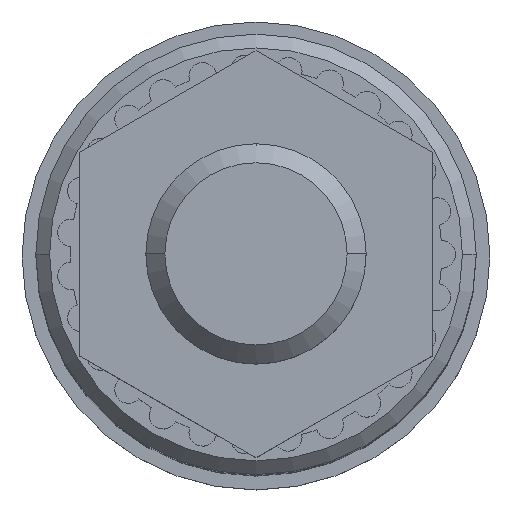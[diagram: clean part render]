
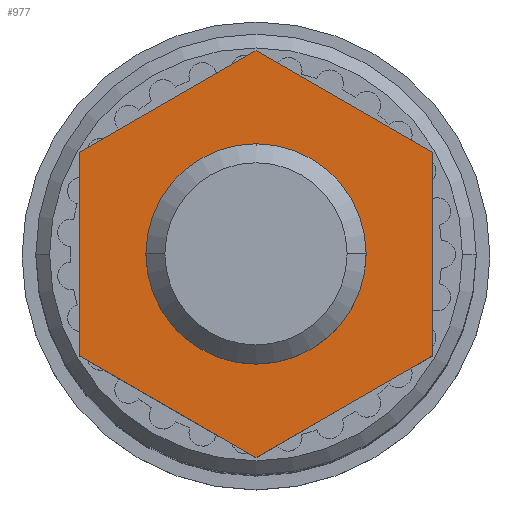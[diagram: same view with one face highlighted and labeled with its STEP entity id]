
A CAD part, top view. The second image highlights one B-rep face of the part: STEP entity #977.
In plain terms, the highlighted face is planar.
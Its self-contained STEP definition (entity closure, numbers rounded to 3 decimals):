
#185 = DIRECTION ( 'NONE',  ( 1., 0., 0. ) ) ;
#230 = VERTEX_POINT ( 'NONE', #733 ) ;
#246 = CARTESIAN_POINT ( 'NONE',  ( -7.39, 6., 0. ) ) ;
#439 = DIRECTION ( 'NONE',  ( 0., 0., 1. ) ) ;
#545 = ORIENTED_EDGE ( 'NONE', *, *, #2872, .F. ) ;
#733 = CARTESIAN_POINT ( 'NONE',  ( -3.695, 6., -6.4 ) ) ;
#962 = ORIENTED_EDGE ( 'NONE', *, *, #4201, .T. ) ;
#977 = ADVANCED_FACE ( 'NONE', ( #4212, #4012 ), #7562, .T. ) ;
#1071 = LINE ( 'NONE', #5460, #4955 ) ;
#1166 = CARTESIAN_POINT ( 'NONE',  ( 0., 6., 0. ) ) ;
#1184 = CARTESIAN_POINT ( 'NONE',  ( 0., 6., 0. ) ) ;
#1228 = LINE ( 'NONE', #4325, #5340 ) ;
#1451 = VECTOR ( 'NONE', #4073, 1000. ) ;
#1549 = DIRECTION ( 'NONE',  ( -0.5, 0., -0.866 ) ) ;
#1681 = VECTOR ( 'NONE', #185, 1000. ) ;
#2058 = LINE ( 'NONE', #3412, #1451 ) ;
#2342 = LINE ( 'NONE', #8141, #8197 ) ;
#2469 = CIRCLE ( 'NONE', #4957, 4. ) ;
#2560 = VERTEX_POINT ( 'NONE', #3192 ) ;
#2659 = ORIENTED_EDGE ( 'NONE', *, *, #7472, .T. ) ;
#2733 = VERTEX_POINT ( 'NONE', #246 ) ;
#2735 = CARTESIAN_POINT ( 'NONE',  ( 7.39, 6., 0. ) ) ;
#2872 = EDGE_CURVE ( 'NONE', #6317, #2560, #3862, .T. ) ;
#3117 = CARTESIAN_POINT ( 'NONE',  ( 0., 6., 4. ) ) ;
#3133 = DIRECTION ( 'NONE',  ( 0., 0., 1. ) ) ;
#3192 = CARTESIAN_POINT ( 'NONE',  ( 0., 6., -4. ) ) ;
#3202 = ORIENTED_EDGE ( 'NONE', *, *, #7148, .T. ) ;
#3412 = CARTESIAN_POINT ( 'NONE',  ( 3.695, 6., 6.4 ) ) ;
#3489 = VERTEX_POINT ( 'NONE', #8495 ) ;
#3862 = CIRCLE ( 'NONE', #6173, 4. ) ;
#3888 = ORIENTED_EDGE ( 'NONE', *, *, #8437, .T. ) ;
#4012 = FACE_BOUND ( 'NONE', #5859, .T. ) ;
#4073 = DIRECTION ( 'NONE',  ( 0.5, 0., -0.866 ) ) ;
#4099 = LINE ( 'NONE', #6952, #4602 ) ;
#4181 = DIRECTION ( 'NONE',  ( 0.5, 0., 0.866 ) ) ;
#4201 = EDGE_CURVE ( 'NONE', #6956, #3489, #4458, .T. ) ;
#4212 = FACE_OUTER_BOUND ( 'NONE', #8434, .T. ) ;
#4222 = EDGE_CURVE ( 'NONE', #7367, #5588, #1071, .T. ) ;
#4325 = CARTESIAN_POINT ( 'NONE',  ( -7.39, 6., 0. ) ) ;
#4456 = CARTESIAN_POINT ( 'NONE',  ( 3.695, 6., -6.4 ) ) ;
#4458 = LINE ( 'NONE', #7513, #1681 ) ;
#4488 = DIRECTION ( 'NONE',  ( 0., 1., 0. ) ) ;
#4602 = VECTOR ( 'NONE', #8334, 1000. ) ;
#4623 = AXIS2_PLACEMENT_3D ( 'NONE', #7627, #7138, #7804 ) ;
#4955 = VECTOR ( 'NONE', #1549, 1000. ) ;
#4957 = AXIS2_PLACEMENT_3D ( 'NONE', #1184, #4488, #3133 ) ;
#5340 = VECTOR ( 'NONE', #4181, 1000. ) ;
#5460 = CARTESIAN_POINT ( 'NONE',  ( 7.39, 6., 0. ) ) ;
#5588 = VERTEX_POINT ( 'NONE', #4456 ) ;
#5589 = EDGE_CURVE ( 'NONE', #2560, #6317, #2469, .T. ) ;
#5859 = EDGE_LOOP ( 'NONE', ( #8048, #545 ) ) ;
#6173 = AXIS2_PLACEMENT_3D ( 'NONE', #1166, #8390, #439 ) ;
#6185 = DIRECTION ( 'NONE',  ( -0.5, 0., 0.866 ) ) ;
#6317 = VERTEX_POINT ( 'NONE', #3117 ) ;
#6489 = ORIENTED_EDGE ( 'NONE', *, *, #7114, .T. ) ;
#6952 = CARTESIAN_POINT ( 'NONE',  ( 3.695, 6., -6.4 ) ) ;
#6956 = VERTEX_POINT ( 'NONE', #7146 ) ;
#7114 = EDGE_CURVE ( 'NONE', #230, #2733, #2342, .T. ) ;
#7138 = DIRECTION ( 'NONE',  ( 0., 1., 0. ) ) ;
#7146 = CARTESIAN_POINT ( 'NONE',  ( -3.695, 6., 6.4 ) ) ;
#7148 = EDGE_CURVE ( 'NONE', #3489, #7367, #2058, .T. ) ;
#7253 = ORIENTED_EDGE ( 'NONE', *, *, #4222, .T. ) ;
#7367 = VERTEX_POINT ( 'NONE', #2735 ) ;
#7472 = EDGE_CURVE ( 'NONE', #2733, #6956, #1228, .T. ) ;
#7513 = CARTESIAN_POINT ( 'NONE',  ( -3.695, 6., 6.4 ) ) ;
#7562 = PLANE ( 'NONE',  #4623 ) ;
#7627 = CARTESIAN_POINT ( 'NONE',  ( 7.39, 6., 0. ) ) ;
#7804 = DIRECTION ( 'NONE',  ( 0., 0., 1. ) ) ;
#8048 = ORIENTED_EDGE ( 'NONE', *, *, #5589, .F. ) ;
#8141 = CARTESIAN_POINT ( 'NONE',  ( -3.695, 6., -6.4 ) ) ;
#8197 = VECTOR ( 'NONE', #6185, 1000. ) ;
#8334 = DIRECTION ( 'NONE',  ( -1., 0., 0. ) ) ;
#8390 = DIRECTION ( 'NONE',  ( 0., 1., 0. ) ) ;
#8434 = EDGE_LOOP ( 'NONE', ( #3202, #7253, #3888, #6489, #2659, #962 ) ) ;
#8437 = EDGE_CURVE ( 'NONE', #5588, #230, #4099, .T. ) ;
#8495 = CARTESIAN_POINT ( 'NONE',  ( 3.695, 6., 6.4 ) ) ;
